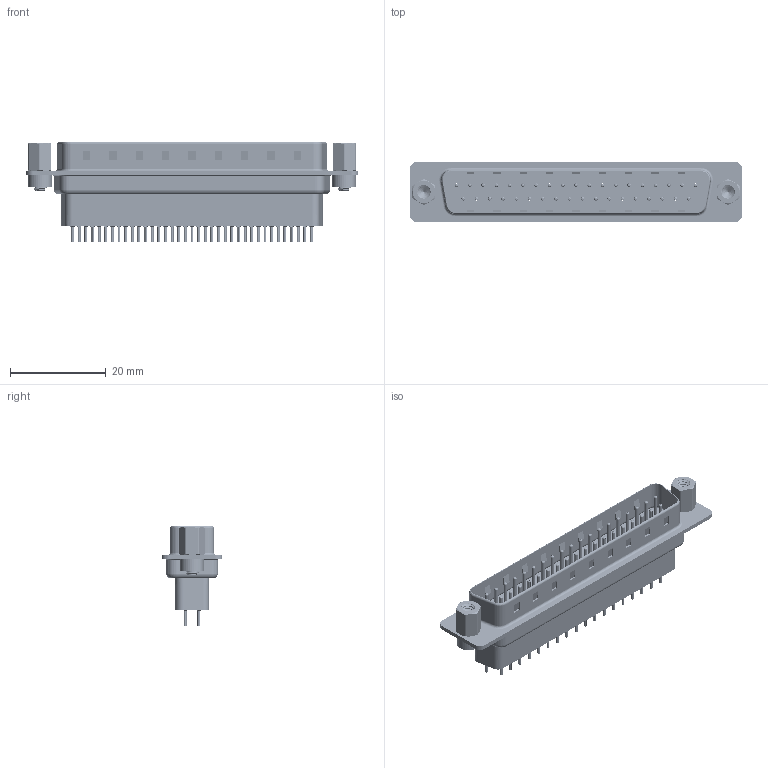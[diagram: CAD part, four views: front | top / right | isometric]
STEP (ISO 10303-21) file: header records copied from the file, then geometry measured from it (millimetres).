
FILE_DESCRIPTION (( 'STEP AP203' ), '1' );
FILE_NAME ('627-037-621-053.STEP', '2020-07-15T07:58:33', ( '' ), ( '' ), 'SwSTEP 2.0', 'SolidWorks 2020', '' );
FILE_SCHEMA (( 'CONFIG_CONTROL_DESIGN' ));
Length unit declared in the file: millimetre
Products named in the file (8): 627 Housing_37 HP; 627 4-40 Threaded Rivet; 627-037-621-053; 627 4-40 Hex Standoff; 627 Contact Row 1_21H; 627 Contact Row 2_21H; 627 Shell Front_37 Contacts; 627 Shell Rear_37 Contacts
Assembly tree (44 placements, depth 2):
  627-037-621-053
    627 Housing_37 HP
    627 Shell Front_37 Contacts
    627 Shell Rear_37 Contacts
    627 Contact Row 1_21H  x19
    627 Contact Row 2_21H  x18
    627 4-40 Threaded Rivet  x2
    627 4-40 Hex Standoff  x2
Bounding box: 69.3 x 12.6 x 20.8 mm (x, y, z)
Volume: 5513.9 mm3; surface area: 14031.7 mm2
Topology: 44 solids, 44 shells, 4160 faces, 10793 edges, 6769 vertices
Faces by surface type: cylinder 1580, plane 1113, torus 1049, cone 400, bspline 18
Entity records: 34139 total; most frequent: CARTESIAN_POINT 9648, DIRECTION 5001, ORIENTED_EDGE 4558, EDGE_CURVE 2279, AXIS2_PLACEMENT_3D 1968, VERTEX_POINT 1462, EDGE_LOOP 1125, VECTOR 1065
